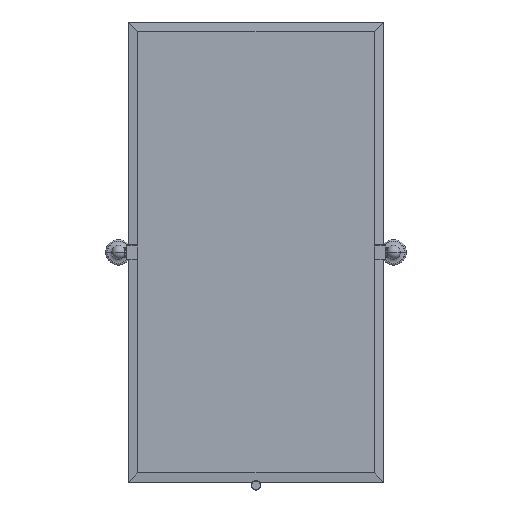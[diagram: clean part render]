
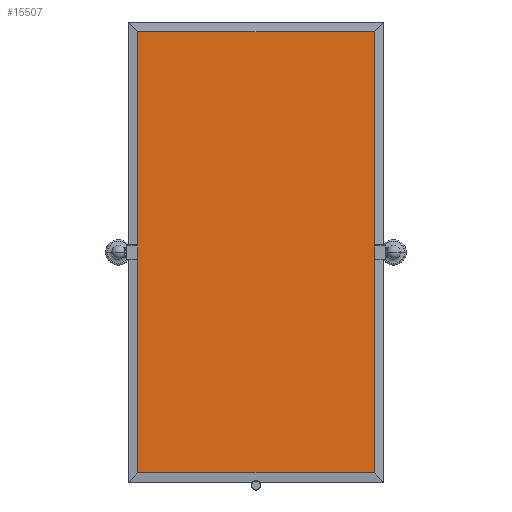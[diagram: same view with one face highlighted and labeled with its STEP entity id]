
A CAD part, top view. The second image highlights one B-rep face of the part: STEP entity #15507.
In plain terms, the highlighted planar face has unit normal (0, 0, 1).
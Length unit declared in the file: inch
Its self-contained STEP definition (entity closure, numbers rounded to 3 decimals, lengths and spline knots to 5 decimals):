
#6525=DIRECTION('',(-1.,0.,0.));
#6526=VECTOR('',#6525,18.49673);
#6527=CARTESIAN_POINT('',(9.24837,17.24837,0.236));
#6528=LINE('',#6527,#6526);
#6529=DIRECTION('',(0.,1.,0.));
#6530=VECTOR('',#6529,34.49673);
#6531=CARTESIAN_POINT('',(9.24837,-17.24837,0.236));
#6532=LINE('',#6531,#6530);
#6533=DIRECTION('',(-1.,0.,0.));
#6534=VECTOR('',#6533,18.49673);
#6535=CARTESIAN_POINT('',(9.24837,-17.24837,0.236));
#6536=LINE('',#6535,#6534);
#6537=DIRECTION('',(0.,1.,0.));
#6538=VECTOR('',#6537,34.49673);
#6539=CARTESIAN_POINT('',(-9.24837,-17.24837,0.236));
#6540=LINE('',#6539,#6538);
#7307=CARTESIAN_POINT('',(9.24837,-17.24837,0.236));
#7308=CARTESIAN_POINT('',(-9.24837,-17.24837,0.236));
#7309=VERTEX_POINT('',#7307);
#7310=VERTEX_POINT('',#7308);
#7319=CARTESIAN_POINT('',(9.24837,17.24837,0.236));
#7320=CARTESIAN_POINT('',(-9.24837,17.24837,0.236));
#7321=VERTEX_POINT('',#7319);
#7322=VERTEX_POINT('',#7320);
#15496=CARTESIAN_POINT('',(0.,0.,0.236));
#15497=DIRECTION('',(0.,0.,-1.));
#15498=DIRECTION('',(-1.,0.,0.));
#15499=AXIS2_PLACEMENT_3D('',#15496,#15497,#15498);
#15500=PLANE('',#15499);
#15501=ORIENTED_EDGE('',*,*,#15478,.F.);
#15502=ORIENTED_EDGE('',*,*,#15463,.F.);
#15503=ORIENTED_EDGE('',*,*,#15449,.T.);
#15504=ORIENTED_EDGE('',*,*,#15489,.T.);
#15505=EDGE_LOOP('',(#15501,#15502,#15503,#15504));
#15506=FACE_OUTER_BOUND('',#15505,.F.);
#15507=ADVANCED_FACE('',(#15506),#15500,.F.);
#15449=EDGE_CURVE('',#7309,#7310,#6536,.T.);
#15463=EDGE_CURVE('',#7309,#7321,#6532,.T.);
#15478=EDGE_CURVE('',#7321,#7322,#6528,.T.);
#15489=EDGE_CURVE('',#7310,#7322,#6540,.T.);
